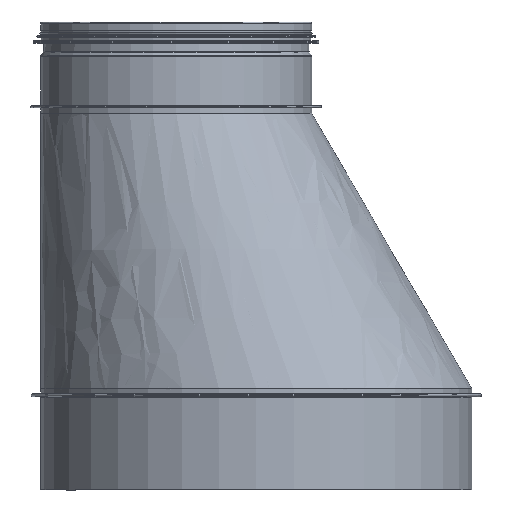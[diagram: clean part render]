
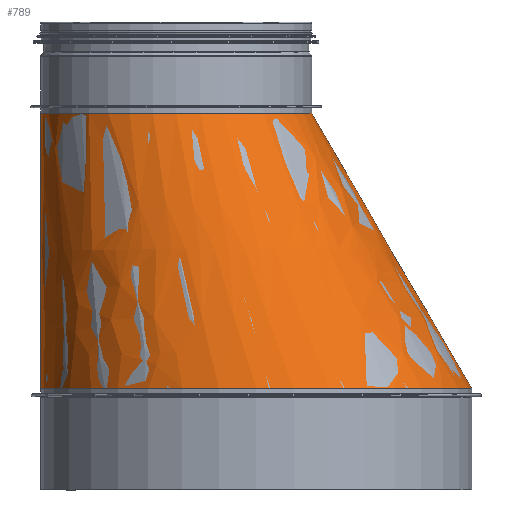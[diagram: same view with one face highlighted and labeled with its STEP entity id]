
A CAD part, front view. The second image highlights one B-rep face of the part: STEP entity #789.
In plain terms, the highlighted free-form (B-spline) face has degree [1, 2] with [2, 9] control points.
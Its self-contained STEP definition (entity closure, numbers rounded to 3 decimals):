
#112=CARTESIAN_POINT('',(-99.475,0.0,0.0));
#113=VERTEX_POINT('',#112);
#114=CARTESIAN_POINT('',(99.475,0.0,0.0));
#115=VERTEX_POINT('',#114);
#317=CARTESIAN_POINT('',(0.0,0.0,0.0));
#318=DIRECTION('',(0.0,0.0,-1.0));
#319=DIRECTION('',(1.0,0.0,0.0));
#320=AXIS2_PLACEMENT_3D('',#317,#318,#319);
#321=CIRCLE('',#320,99.475);
#322=EDGE_CURVE('',#113,#115,#321,.T.);
#324=CARTESIAN_POINT('',(0.0,0.0,0.0));
#325=DIRECTION('',(0.0,0.0,-1.0));
#326=DIRECTION('',(1.0,0.0,0.0));
#327=AXIS2_PLACEMENT_3D('',#324,#325,#326);
#328=CIRCLE('',#327,99.475);
#329=EDGE_CURVE('',#115,#113,#328,.T.);
#453=CARTESIAN_POINT('',(-99.475,0.0,-202.));
#454=VERTEX_POINT('',#453);
#455=CARTESIAN_POINT('',(58.75,0.0,-202.));
#456=DIRECTION('',(0.0,0.0,1.0));
#457=DIRECTION('',(1.0,0.0,0.0));
#458=AXIS2_PLACEMENT_3D('',#455,#456,#457);
#459=CIRCLE('',#458,158.225);
#460=EDGE_CURVE('',#454,#454,#459,.T.);
#756=CARTESIAN_POINT('',(-13.489,92.485,23.189));
#757=CARTESIAN_POINT('',(58.75,170.184,-244.671));
#758=CARTESIAN_POINT('',(-99.475,92.485,0.));
#759=CARTESIAN_POINT('',(-99.475,170.184,-287.343));
#760=CARTESIAN_POINT('',(-99.475,0.,0.));
#761=CARTESIAN_POINT('',(-99.475,0.,-287.343));
#762=CARTESIAN_POINT('',(-99.475,-92.485,0.));
#763=CARTESIAN_POINT('',(-99.475,-170.184,-287.343));
#764=CARTESIAN_POINT('',(-13.489,-92.485,23.189));
#765=CARTESIAN_POINT('',(58.75,-170.184,-244.671));
#766=CARTESIAN_POINT('',(72.497,-92.485,46.379));
#767=CARTESIAN_POINT('',(216.975,-170.184,-202.));
#768=CARTESIAN_POINT('',(72.497,0.,46.379));
#769=CARTESIAN_POINT('',(216.975,0.,-202.));
#770=CARTESIAN_POINT('',(72.497,92.485,46.379));
#771=CARTESIAN_POINT('',(216.975,170.184,-202.));
#772=CARTESIAN_POINT('',(-13.489,92.485,23.189));
#773=CARTESIAN_POINT('',(58.75,170.184,-244.671));
#781=(BOUNDED_SURFACE()B_SPLINE_SURFACE(1,2,((#756,#758,#760,#762,#764,#766,#768,#770,#772),(#757,#759,#761,#763,#765,#767,#769,#771,#773)),.UNSPECIFIED.,.F.,.T.,.U.)B_SPLINE_SURFACE_WITH_KNOTS((2,2),(3,2,2,2,3),(-1.546,0.27),(0.0,249.199,498.398,747.598,996.797),.UNSPECIFIED.)GEOMETRIC_REPRESENTATION_ITEM()RATIONAL_B_SPLINE_SURFACE(((1.0,0.707,1.0,0.707,1.0,0.707,1.0,0.707,1.0),(1.0,0.707,1.0,0.707,1.0,0.707,1.0,0.707,1.0)))REPRESENTATION_ITEM('')SURFACE());
#782=ORIENTED_EDGE('',*,*,#329,.T.);
#783=ORIENTED_EDGE('',*,*,#322,.T.);
#784=EDGE_LOOP('',(#782,#783));
#785=FACE_OUTER_BOUND('',#784,.T.);
#786=ORIENTED_EDGE('',*,*,#460,.T.);
#787=EDGE_LOOP('',(#786));
#788=FACE_BOUND('',#787,.T.);
#789=ADVANCED_FACE('',(#785,#788),#781,.T.);
